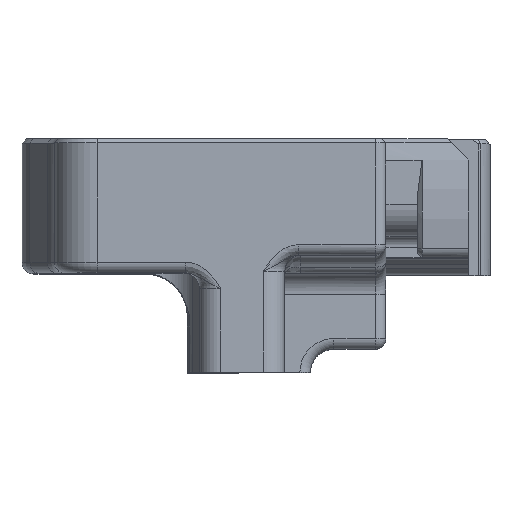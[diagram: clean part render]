
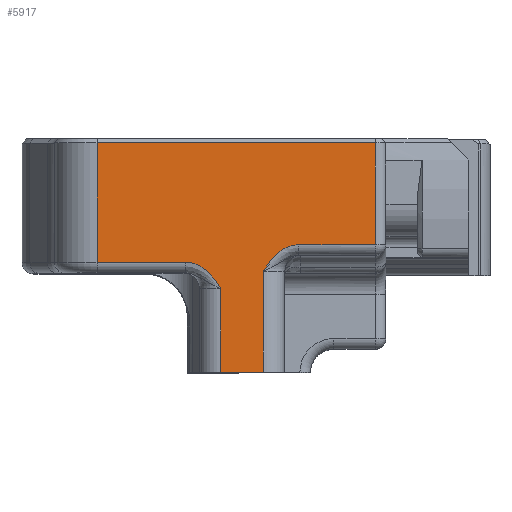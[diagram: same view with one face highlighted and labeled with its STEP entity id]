
A CAD part, top view. The second image highlights one B-rep face of the part: STEP entity #5917.
In plain terms, the highlighted planar face has unit normal (0, 0, 1).
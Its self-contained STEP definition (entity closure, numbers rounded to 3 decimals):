
#62=DIRECTION('',(0.,1.,0.));
#63=VECTOR('',#62,11.25);
#64=CARTESIAN_POINT('',(-80.429,138.892,40.967));
#65=LINE('',#64,#63);
#70=DIRECTION('',(-1.,0.,0.));
#71=VECTOR('',#70,26.2);
#72=CARTESIAN_POINT('',(-54.229,150.142,40.967));
#73=LINE('',#72,#71);
#74=CARTESIAN_POINT('',(-64.779,138.042,40.967));
#75=CARTESIAN_POINT('',(-64.769,138.057,40.967));
#76=CARTESIAN_POINT('',(-64.75,138.088,40.967));
#77=CARTESIAN_POINT('',(-64.71,138.15,40.967));
#78=CARTESIAN_POINT('',(-64.641,138.259,40.967));
#79=CARTESIAN_POINT('',(-64.502,138.477,40.967));
#80=CARTESIAN_POINT('',(-64.296,138.783,40.967));
#81=CARTESIAN_POINT('',(-64.032,139.136,40.967));
#82=CARTESIAN_POINT('',(-63.745,139.466,40.967));
#83=CARTESIAN_POINT('',(-63.43,139.766,40.967));
#84=CARTESIAN_POINT('',(-62.962,140.121,40.967));
#85=CARTESIAN_POINT('',(-62.304,140.446,40.967));
#86=CARTESIAN_POINT('',(-61.716,140.542,40.967));
#87=CARTESIAN_POINT('',(-61.425,140.542,40.967));
#89=CARTESIAN_POINT('',(-72.133,138.892,40.967));
#90=CARTESIAN_POINT('',(-71.842,138.892,40.967));
#91=CARTESIAN_POINT('',(-71.254,138.796,40.967));
#92=CARTESIAN_POINT('',(-70.596,138.471,40.967));
#93=CARTESIAN_POINT('',(-70.128,138.116,40.967));
#94=CARTESIAN_POINT('',(-69.813,137.816,40.967));
#95=CARTESIAN_POINT('',(-69.526,137.486,40.967));
#96=CARTESIAN_POINT('',(-69.262,137.133,40.967));
#97=CARTESIAN_POINT('',(-69.056,136.827,40.967));
#98=CARTESIAN_POINT('',(-68.917,136.609,40.967));
#99=CARTESIAN_POINT('',(-68.848,136.5,40.967));
#100=CARTESIAN_POINT('',(-68.808,136.438,40.967));
#101=CARTESIAN_POINT('',(-68.789,136.407,40.967));
#102=CARTESIAN_POINT('',(-68.779,136.392,40.967));
#2792=DIRECTION('',(-1.,0.,0.));
#2793=VECTOR('',#2792,8.296);
#2794=CARTESIAN_POINT('',(-72.133,138.892,40.967));
#2795=LINE('',#2794,#2793);
#2840=DIRECTION('',(0.,1.,0.));
#2841=VECTOR('',#2840,7.85);
#2842=CARTESIAN_POINT('',(-68.779,128.542,40.967));
#2843=LINE('',#2842,#2841);
#2862=DIRECTION('',(-1.,0.,0.));
#2863=VECTOR('',#2862,4.);
#2864=CARTESIAN_POINT('',(-64.779,128.542,40.967));
#2865=LINE('',#2864,#2863);
#2994=DIRECTION('',(0.,-1.,0.));
#2995=VECTOR('',#2994,9.5);
#2996=CARTESIAN_POINT('',(-64.779,138.042,40.967));
#2997=LINE('',#2996,#2995);
#3042=DIRECTION('',(-1.,0.,0.));
#3043=VECTOR('',#3042,7.196);
#3044=CARTESIAN_POINT('',(-54.229,140.542,40.967));
#3045=LINE('',#3044,#3043);
#3075=DIRECTION('',(0.,-1.,0.));
#3076=VECTOR('',#3075,9.6);
#3077=CARTESIAN_POINT('',(-54.229,150.142,40.967));
#3078=LINE('',#3077,#3076);
#4542=CARTESIAN_POINT('',(-80.429,150.142,40.967));
#4543=VERTEX_POINT('',#4542);
#4547=CARTESIAN_POINT('',(-54.229,150.142,40.967));
#4549=VERTEX_POINT('',#4547);
#4590=CARTESIAN_POINT('',(-54.229,140.542,40.967));
#4591=VERTEX_POINT('',#4590);
#4594=CARTESIAN_POINT('',(-80.429,138.892,40.967));
#4595=VERTEX_POINT('',#4594);
#4596=CARTESIAN_POINT('',(-72.133,138.892,40.967));
#4597=VERTEX_POINT('',#4596);
#4598=VERTEX_POINT('',#102);
#4599=CARTESIAN_POINT('',(-68.779,128.542,40.967));
#4600=VERTEX_POINT('',#4599);
#4601=CARTESIAN_POINT('',(-64.779,128.542,40.967));
#4602=VERTEX_POINT('',#4601);
#4603=CARTESIAN_POINT('',(-64.779,138.042,40.967));
#4604=VERTEX_POINT('',#4603);
#4605=VERTEX_POINT('',#87);
#5891=CARTESIAN_POINT('',(-53.729,108.542,40.967));
#5892=DIRECTION('',(0.,0.,-1.));
#5893=DIRECTION('',(-1.,0.,0.));
#5894=AXIS2_PLACEMENT_3D('',#5891,#5892,#5893);
#5895=PLANE('',#5894);
#5897=ORIENTED_EDGE('',*,*,#5896,.F.);
#5899=ORIENTED_EDGE('',*,*,#5898,.T.);
#5901=ORIENTED_EDGE('',*,*,#5900,.T.);
#5903=ORIENTED_EDGE('',*,*,#5902,.F.);
#5905=ORIENTED_EDGE('',*,*,#5904,.T.);
#5907=ORIENTED_EDGE('',*,*,#5906,.T.);
#5909=ORIENTED_EDGE('',*,*,#5908,.T.);
#5911=ORIENTED_EDGE('',*,*,#5910,.F.);
#5913=ORIENTED_EDGE('',*,*,#5912,.T.);
#5914=ORIENTED_EDGE('',*,*,#5882,.T.);
#5915=EDGE_LOOP('',(#5897,#5899,#5901,#5903,#5905,#5907,#5909,#5911,#5913,
#5914));
#5916=FACE_OUTER_BOUND('',#5915,.F.);
#5917=ADVANCED_FACE('',(#5916),#5895,.F.);
#88=B_SPLINE_CURVE_WITH_KNOTS('',3,(#74,#75,#76,#77,#78,#79,#80,#81,#82,#83,#84,
#85,#86,#87),.UNSPECIFIED.,.F.,.F.,(4,1,1,1,1,1,1,1,1,1,1,4),(0.,
0.013,0.025,0.05,0.101,
0.201,0.301,0.401,0.501,
0.601,0.8,1.),.UNSPECIFIED.);
#103=B_SPLINE_CURVE_WITH_KNOTS('',3,(#89,#90,#91,#92,#93,#94,#95,#96,#97,#98,
#99,#100,#101,#102),.UNSPECIFIED.,.F.,.F.,(4,1,1,1,1,1,1,1,1,1,1,4),(0.,
0.2,0.399,0.499,0.599,
0.699,0.799,0.899,0.95,
0.975,0.987,1.),.UNSPECIFIED.);
#5882=EDGE_CURVE('',#4595,#4543,#65,.T.);
#5896=EDGE_CURVE('',#4549,#4543,#73,.T.);
#5898=EDGE_CURVE('',#4549,#4591,#3078,.T.);
#5900=EDGE_CURVE('',#4591,#4605,#3045,.T.);
#5902=EDGE_CURVE('',#4604,#4605,#88,.T.);
#5904=EDGE_CURVE('',#4604,#4602,#2997,.T.);
#5906=EDGE_CURVE('',#4602,#4600,#2865,.T.);
#5908=EDGE_CURVE('',#4600,#4598,#2843,.T.);
#5910=EDGE_CURVE('',#4597,#4598,#103,.T.);
#5912=EDGE_CURVE('',#4597,#4595,#2795,.T.);
